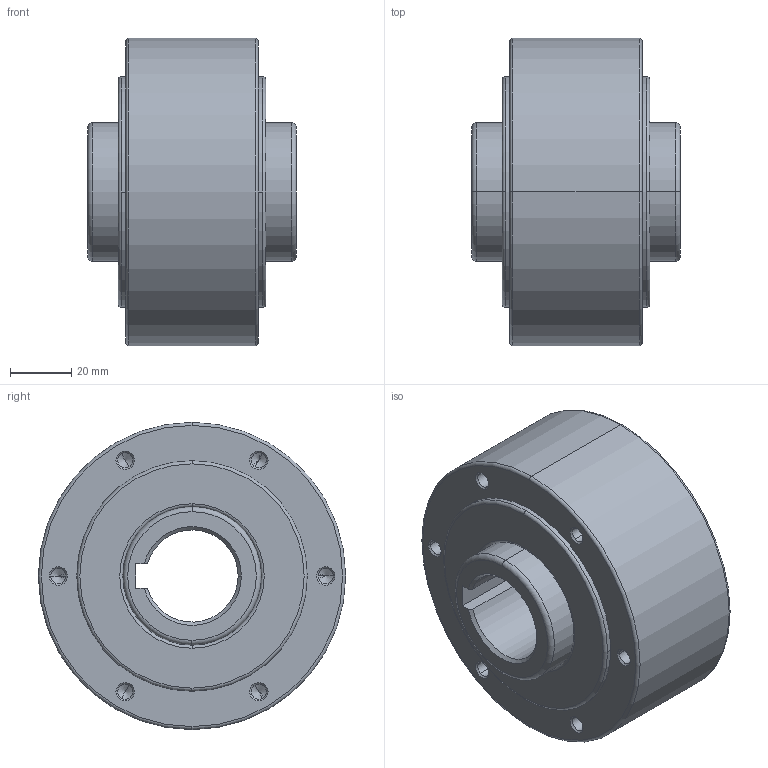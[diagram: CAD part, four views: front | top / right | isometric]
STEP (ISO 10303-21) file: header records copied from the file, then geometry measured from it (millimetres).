
FILE_DESCRIPTION(('STEP AP214'),'1');
FILE_NAME('gl_30.stp','2019-09-14T10:17:26',('TraceParts'),('TraceParts S.A.'),'Spatial InterOp 3D',' ',' ');
FILE_SCHEMA(('AUTOMOTIVE_DESIGN { 1 0 10303 214 1 1 1 1 }'));
Length unit declared in the file: millimetre
Products named in the file (1): gl_30
Bounding box: 68 x 100 x 100 mm (x, y, z)
Volume: 337352.1 mm3; surface area: 44019.1 mm2
Topology: 1 solids, 5 shells, 193 faces, 445 edges, 262 vertices
Faces by surface type: cone 76, cylinder 68, plane 25, torus 24
Entity records: 5376 total; most frequent: DIRECTION 1071, CARTESIAN_POINT 885, ORIENTED_EDGE 842, AXIS2_PLACEMENT_3D 460, EDGE_CURVE 421, CIRCLE 266, VERTEX_POINT 262, EDGE_LOOP 227
